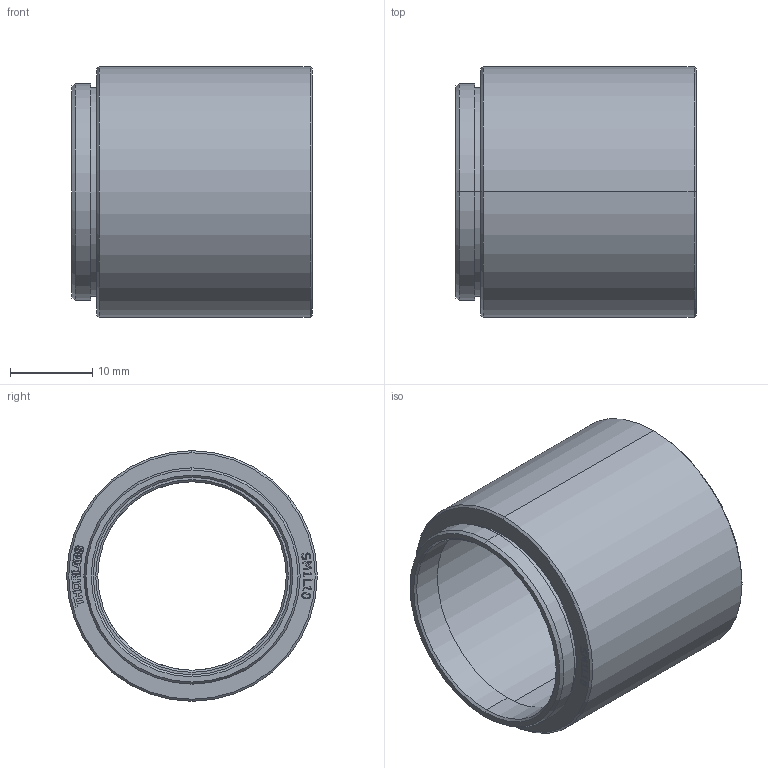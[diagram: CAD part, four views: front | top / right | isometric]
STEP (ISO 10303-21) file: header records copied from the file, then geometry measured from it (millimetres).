
FILE_DESCRIPTION (( 'STEP AP214' ), '1' );
FILE_NAME ('0371-E0W.STEP', '2015-12-21T20:50:33', ( '' ), ( '' ), 'SwSTEP 2.0', 'SolidWorks 2014', '' );
FILE_SCHEMA (( 'AUTOMOTIVE_DESIGN' ));
Length unit declared in the file: inch
Products named in the file (1): 0371-E0W
Bounding box: 29.21 x 30.48 x 30.48 mm (x, y, z)
Volume: 5393.1 mm3; surface area: 6301.4 mm2
Topology: 2 solids, 2 shells, 295 faces, 782 edges, 516 vertices
Faces by surface type: bspline 144, plane 113, cone 22, cylinder 16
Entity records: 15684 total; most frequent: CARTESIAN_POINT 5442, ORIENTED_EDGE 1564, DIRECTION 840, EDGE_CURVE 782, VERTEX_POINT 516, LINE 412, VECTOR 412, EDGE_LOOP 324
